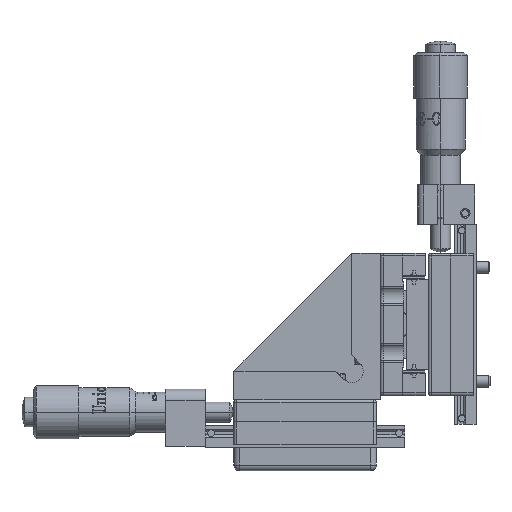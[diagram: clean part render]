
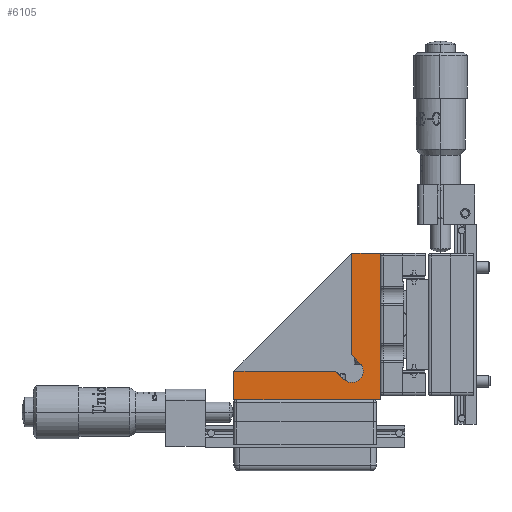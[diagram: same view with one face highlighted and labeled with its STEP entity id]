
A CAD part, left-side view. The second image highlights one B-rep face of the part: STEP entity #6105.
In plain terms, the highlighted planar face has unit normal (-1, 0, 0).
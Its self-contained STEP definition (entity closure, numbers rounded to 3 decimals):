
#562 = LINE ( 'NONE', #14962, #18220 ) ;
#640 = LINE ( 'NONE', #29366, #9218 ) ;
#1097 = EDGE_CURVE ( 'NONE', #9398, #26469, #7375, .T. ) ;
#1491 = CARTESIAN_POINT ( 'NONE',  ( -12.5, 6.414, -9.264 ) ) ;
#1829 = VECTOR ( 'NONE', #31201, 1000. ) ;
#2254 = EDGE_CURVE ( 'NONE', #8165, #17137, #562, .T. ) ;
#2511 = ORIENTED_EDGE ( 'NONE', *, *, #20894, .T. ) ;
#3073 = LINE ( 'NONE', #8143, #22569 ) ;
#3603 = LINE ( 'NONE', #29684, #4040 ) ;
#3835 = VECTOR ( 'NONE', #13806, 1000. ) ;
#4040 = VECTOR ( 'NONE', #6566, 1000. ) ;
#4077 = CARTESIAN_POINT ( 'NONE',  ( -12.5, 5., -5.022 ) ) ;
#4363 = EDGE_CURVE ( 'NONE', #36928, #17927, #36397, .T. ) ;
#5520 = EDGE_CURVE ( 'NONE', #7964, #17927, #3603, .T. ) ;
#6105 = ADVANCED_FACE ( 'NONE', ( #16253 ), #21727, .F. ) ;
#6566 = DIRECTION ( 'NONE',  ( 0., 0., 1. ) ) ;
#6606 = ORIENTED_EDGE ( 'NONE', *, *, #14533, .T. ) ;
#7375 = CIRCLE ( 'NONE', #28471, 2. ) ;
#7964 = VERTEX_POINT ( 'NONE', #27145 ) ;
#8143 = CARTESIAN_POINT ( 'NONE',  ( -12.5, 7.828, -7.85 ) ) ;
#8153 = LINE ( 'NONE', #31454, #1829 ) ;
#8165 = VERTEX_POINT ( 'NONE', #25780 ) ;
#9218 = VECTOR ( 'NONE', #31689, 1000. ) ;
#9398 = VERTEX_POINT ( 'NONE', #34465 ) ;
#9984 = ORIENTED_EDGE ( 'NONE', *, *, #11682, .T. ) ;
#10020 = DIRECTION ( 'NONE',  ( 0., 0., -1. ) ) ;
#11431 = ORIENTED_EDGE ( 'NONE', *, *, #33422, .F. ) ;
#11682 = EDGE_CURVE ( 'NONE', #26469, #36928, #3073, .T. ) ;
#13073 = CARTESIAN_POINT ( 'NONE',  ( -12.5, 0., 0. ) ) ;
#13806 = DIRECTION ( 'NONE',  ( 0., -0.707, -0.707 ) ) ;
#14174 = VECTOR ( 'NONE', #17011, 1000. ) ;
#14240 = DIRECTION ( 'NONE',  ( 0., 0.707, 0.707 ) ) ;
#14533 = EDGE_CURVE ( 'NONE', #34146, #9398, #17441, .T. ) ;
#14717 = CARTESIAN_POINT ( 'NONE',  ( -12.5, 0., 12.85 ) ) ;
#14962 = CARTESIAN_POINT ( 'NONE',  ( -12.5, 25.7, 12.85 ) ) ;
#15984 = VERTEX_POINT ( 'NONE', #34083 ) ;
#16053 = CARTESIAN_POINT ( 'NONE',  ( -12.5, 25.7, -7.85 ) ) ;
#16253 = FACE_OUTER_BOUND ( 'NONE', #21401, .T. ) ;
#16327 = CARTESIAN_POINT ( 'NONE',  ( -12.5, 7.828, -7.85 ) ) ;
#17011 = DIRECTION ( 'NONE',  ( 0., 1., 0. ) ) ;
#17137 = VERTEX_POINT ( 'NONE', #14717 ) ;
#17441 = LINE ( 'NONE', #31215, #3835 ) ;
#17927 = VERTEX_POINT ( 'NONE', #16053 ) ;
#18220 = VECTOR ( 'NONE', #32032, 1000. ) ;
#18298 = CARTESIAN_POINT ( 'NONE',  ( -12.5, 5., -7.85 ) ) ;
#19952 = VECTOR ( 'NONE', #20956, 1000. ) ;
#20894 = EDGE_CURVE ( 'NONE', #8165, #34146, #8153, .T. ) ;
#20956 = DIRECTION ( 'NONE',  ( 0., 1., 0. ) ) ;
#21401 = EDGE_LOOP ( 'NONE', ( #26851, #21748, #11431, #31118, #29710, #2511, #6606, #22533, #9984 ) ) ;
#21727 = PLANE ( 'NONE',  #23429 ) ;
#21748 = ORIENTED_EDGE ( 'NONE', *, *, #5520, .F. ) ;
#22533 = ORIENTED_EDGE ( 'NONE', *, *, #1097, .T. ) ;
#22569 = VECTOR ( 'NONE', #14240, 1000. ) ;
#23429 = AXIS2_PLACEMENT_3D ( 'NONE', #13073, #27303, #10020 ) ;
#25780 = CARTESIAN_POINT ( 'NONE',  ( -12.5, 5., 12.85 ) ) ;
#26469 = VERTEX_POINT ( 'NONE', #1491 ) ;
#26813 = DIRECTION ( 'NONE',  ( 1., 0., 0. ) ) ;
#26851 = ORIENTED_EDGE ( 'NONE', *, *, #4363, .T. ) ;
#26935 = EDGE_CURVE ( 'NONE', #17137, #15984, #640, .T. ) ;
#27145 = CARTESIAN_POINT ( 'NONE',  ( -12.5, 25.7, -12.85 ) ) ;
#27303 = DIRECTION ( 'NONE',  ( 1., 0., 0. ) ) ;
#27373 = LINE ( 'NONE', #29058, #14174 ) ;
#28471 = AXIS2_PLACEMENT_3D ( 'NONE', #18298, #26813, #32449 ) ;
#29058 = CARTESIAN_POINT ( 'NONE',  ( -12.5, 25.7, -12.85 ) ) ;
#29366 = CARTESIAN_POINT ( 'NONE',  ( -12.5, 0., 12.85 ) ) ;
#29684 = CARTESIAN_POINT ( 'NONE',  ( -12.5, 25.7, 12.85 ) ) ;
#29710 = ORIENTED_EDGE ( 'NONE', *, *, #2254, .F. ) ;
#31118 = ORIENTED_EDGE ( 'NONE', *, *, #26935, .F. ) ;
#31201 = DIRECTION ( 'NONE',  ( 0., 0., -1. ) ) ;
#31215 = CARTESIAN_POINT ( 'NONE',  ( -12.5, 5., -5.022 ) ) ;
#31454 = CARTESIAN_POINT ( 'NONE',  ( -12.5, 5., -5.022 ) ) ;
#31689 = DIRECTION ( 'NONE',  ( 0., 0., -1. ) ) ;
#32032 = DIRECTION ( 'NONE',  ( 0., -1., 0. ) ) ;
#32449 = DIRECTION ( 'NONE',  ( 0., 0., -1. ) ) ;
#33422 = EDGE_CURVE ( 'NONE', #15984, #7964, #27373, .T. ) ;
#34083 = CARTESIAN_POINT ( 'NONE',  ( -12.5, 0., -12.85 ) ) ;
#34146 = VERTEX_POINT ( 'NONE', #4077 ) ;
#34465 = CARTESIAN_POINT ( 'NONE',  ( -12.5, 3.586, -6.436 ) ) ;
#35710 = CARTESIAN_POINT ( 'NONE',  ( -12.5, 25.7, -7.85 ) ) ;
#36397 = LINE ( 'NONE', #35710, #19952 ) ;
#36928 = VERTEX_POINT ( 'NONE', #16327 ) ;
